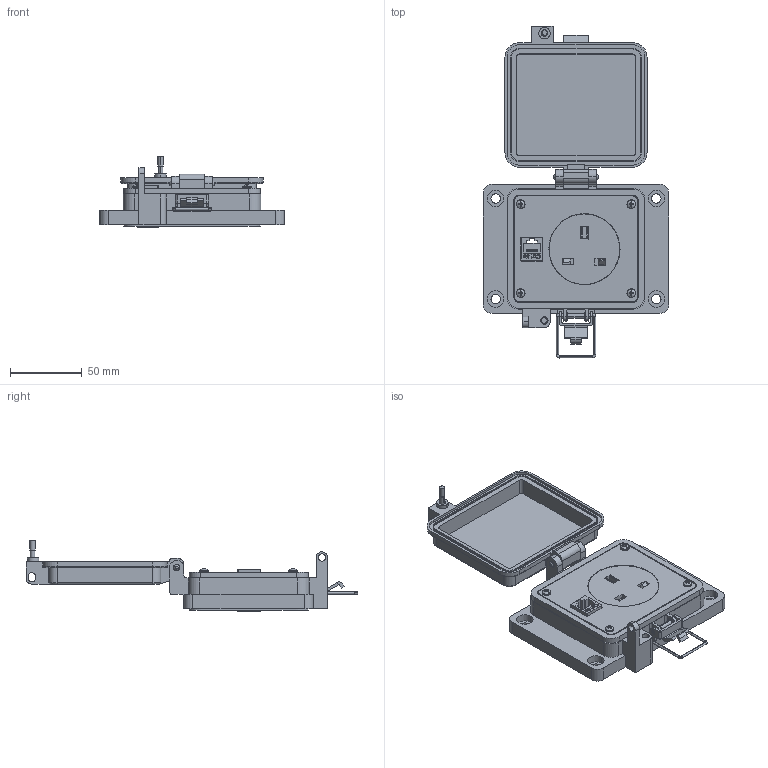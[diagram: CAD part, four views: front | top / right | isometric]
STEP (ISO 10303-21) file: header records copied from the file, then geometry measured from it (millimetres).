
FILE_DESCRIPTION (( 'STEP AP203' ), '1' );
FILE_NAME ('P-R2-K3RB0_3D.STEP', '2019-10-01T19:35:45', ( '' ), ( '' ), 'SwSTEP 2.0', 'SolidWorks 2019', '' );
FILE_SCHEMA (( 'CONFIG_CONTROL_DESIGN' ));
Length unit declared in the file: millimetre
Products named in the file (15): P-R2-K3RB0_BP240_1; P-R2-K3RB0_3D; -K3; Z-000-4243316TFP; P-R2-K3RB0_BP180_1; M3PH_18M3; Z-H-K3_B; P-R2-K3RB0_TP060_1; Z-002-4401_4HN_90675A005; 90273A112_ZINC-PLATED STL FLAT HEAD PHIL MACHINE SCREW_90273A112; Z-200-OTLT-RB; P-R2-K3RB0_FP060_1; R2; Z-300-RJ45CAT5; RB
Assembly tree (20 placements, depth 3):
  P-R2-K3RB0_3D
    P-R2-K3RB0_BP180_1
    P-R2-K3RB0_TP060_1
    P-R2-K3RB0_BP240_1
    RB
      Z-200-OTLT-RB
    90273A112_ZINC-PLATED STL FLAT HEAD PHIL MACHINE SCREW_90273A112  x2
    Z-002-4401_4HN_90675A005  x2
    Z-000-4243316TFP  x2
    P-R2-K3RB0_FP060_1
    R2
      Z-300-RJ45CAT5
    -K3
      Z-H-K3_B
    M3PH_18M3  x4
Bounding box: 129 x 231.28 x 50 mm (x, y, z)
Volume: 199980.3 mm3; surface area: 121014.6 mm2
Topology: 26 solids, 26 shells, 2663 faces, 7528 edges, 4986 vertices
Faces by surface type: cylinder 1304, plane 860, bspline 310, cone 147, torus 34, sphere 8
Entity records: 71503 total; most frequent: CARTESIAN_POINT 28053, ORIENTED_EDGE 9672, DIRECTION 7382, EDGE_CURVE 4836, VERTEX_POINT 3203, LINE 2690, VECTOR 2690, AXIS2_PLACEMENT_3D 2346
